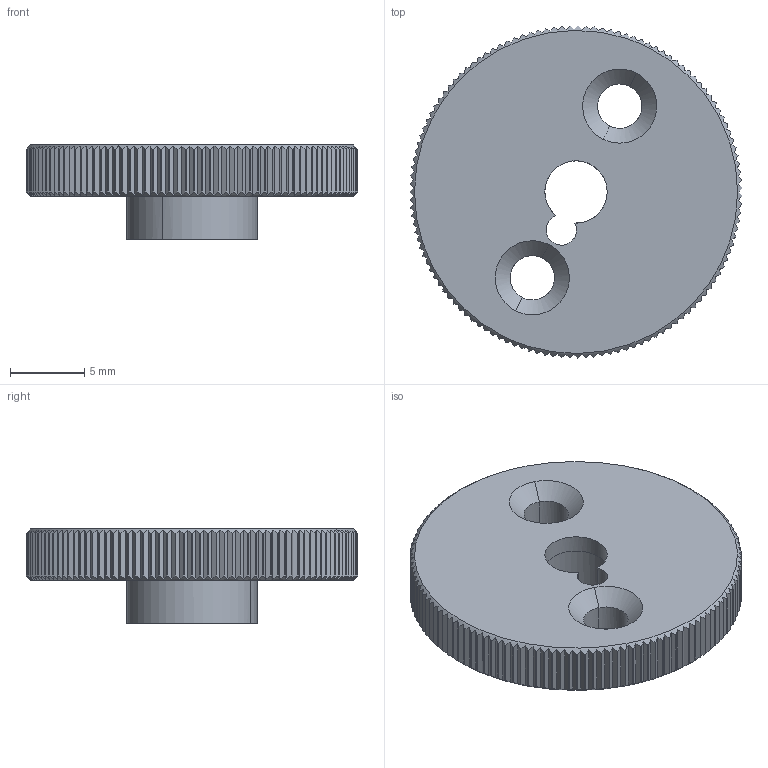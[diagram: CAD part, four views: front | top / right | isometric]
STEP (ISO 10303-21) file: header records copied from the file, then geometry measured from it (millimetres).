
FILE_DESCRIPTION(/* description */ (''),/* implementation_level */ '2;1');
FILE_NAME(/* name */ 'SVT40S~1',/* time_stamp */ '2025-05-19T02:39:06+03:00',/* author */ (''),/* organization */ (''),/* preprocessor_version */ 'ST-DEVELOPER v16.5',/* originating_system */ '',/* authorisation */ '');
FILE_SCHEMA (('CONFIG_CONTROL_DESIGN'));
Length unit declared in the file: millimetre
Products named in the file (1): Document
Bounding box: 22.4 x 22.4 x 6.4 mm (x, y, z)
Volume: 1143.1 mm3; surface area: 1302.3 mm2
Topology: 1 solids, 1 shells, 405 faces, 1199 edges, 798 vertices
Faces by surface type: plane 258, cylinder 138, bspline 9
Entity records: 11901 total; most frequent: CARTESIAN_POINT 4593, ORIENTED_EDGE 2398, EDGE_CURVE 1199, VERTEX_POINT 798, EDGE_LOOP 413, ADVANCED_FACE 405, FACE_OUTER_BOUND 405, B_SPLINE_CURVE_WITH_KNOTS 402
